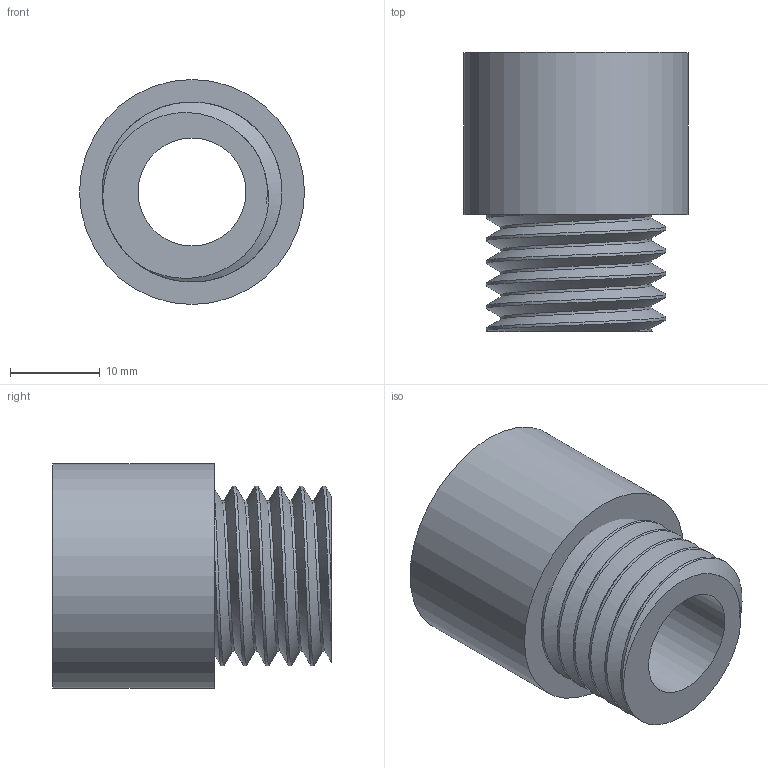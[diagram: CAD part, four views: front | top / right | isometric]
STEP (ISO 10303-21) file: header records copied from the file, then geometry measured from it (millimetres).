
FILE_DESCRIPTION(/* description */ (''),/* implementation_level */ '2;1');
FILE_NAME(/* name */ 'nozzle.step',/* time_stamp */ '2020-08-08T10:41:52+02:00',/* author */ (''),/* organization */ (''),/* preprocessor_version */ 'ST-DEVELOPER v18.1',/* originating_system */ 'Autodesk Translation Framework v9.3.0.1241',/* authorisation */ '');
FILE_SCHEMA (('AUTOMOTIVE_DESIGN { 1 0 10303 214 3 1 1 }'));
Length unit declared in the file: millimetre
Products named in the file (3): nozzle; m20-acme; m20-nut
Assembly tree (2 placements, depth 2):
  nozzle
    m20-acme
    m20-nut
Bounding box: 25 x 31 x 25 mm (x, y, z)
Volume: 10137.1 mm3; surface area: 6598.2 mm2
Topology: 2 solids, 2 shells, 34 faces, 88 edges, 58 vertices
Faces by surface type: cylinder 26, plane 4, bspline 2, cone 2
Full cylindrical faces by diameter (mm): 12 x2, 16.752 x10, 20 x9, 25 x1
Entity records: 3867 total; most frequent: CARTESIAN_POINT 3059, ORIENTED_EDGE 176, DIRECTION 126, EDGE_CURVE 88, VERTEX_POINT 58, AXIS2_PLACEMENT_3D 50, EDGE_LOOP 38, FACE_OUTER_BOUND 34
